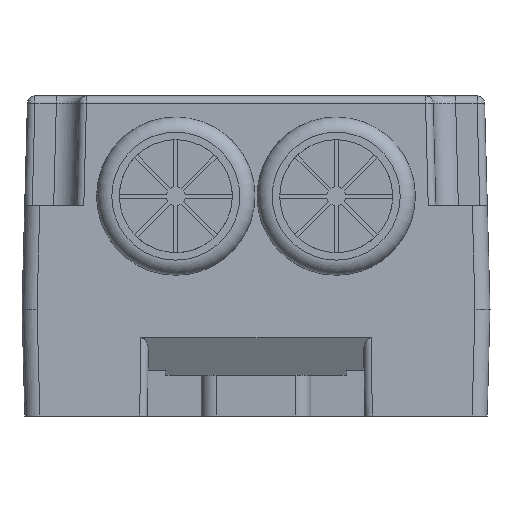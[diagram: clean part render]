
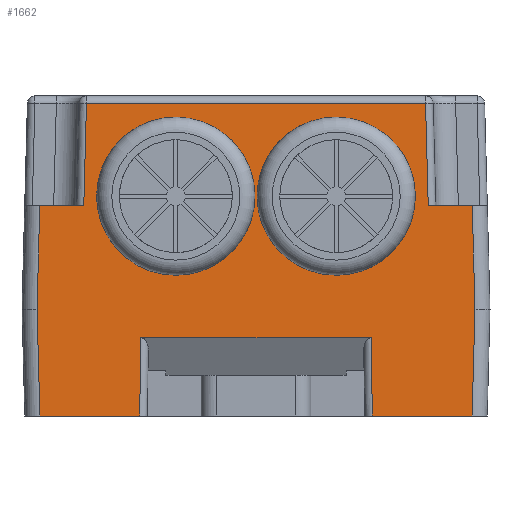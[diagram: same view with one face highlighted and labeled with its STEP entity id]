
A CAD part, front view. The second image highlights one B-rep face of the part: STEP entity #1662.
In plain terms, the highlighted planar face has unit normal (0, -1, 0.026).
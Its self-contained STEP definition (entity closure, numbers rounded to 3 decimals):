
#1662=ADVANCED_FACE('',(#2773,#2774,#2775),#2130,.T.);
#2130=PLANE('',#9557);
#2454=ELLIPSE('',#9554,2.001,2.);
#2455=ELLIPSE('',#9555,10.504,10.5);
#2456=ELLIPSE('',#9556,10.504,10.5);
#2773=FACE_BOUND('',#2855,.T.);
#2774=FACE_BOUND('',#2856,.T.);
#2775=FACE_BOUND('',#2857,.T.);
#2855=EDGE_LOOP('',(#3508,#3509,#3510,#3511,#3512,#3513,#3514,#3515,#3516,
#3517,#3518,#3519,#3520,#3521,#3522,#3523));
#2856=EDGE_LOOP('',(#3524));
#2857=EDGE_LOOP('',(#3525));
#3508=ORIENTED_EDGE('',*,*,#6676,.T.);
#3509=ORIENTED_EDGE('',*,*,#6677,.T.);
#3510=ORIENTED_EDGE('',*,*,#6678,.T.);
#3511=ORIENTED_EDGE('',*,*,#6679,.F.);
#3512=ORIENTED_EDGE('',*,*,#6680,.T.);
#3513=ORIENTED_EDGE('',*,*,#6681,.T.);
#3514=ORIENTED_EDGE('',*,*,#6682,.T.);
#3515=ORIENTED_EDGE('',*,*,#6683,.F.);
#3516=ORIENTED_EDGE('',*,*,#6684,.T.);
#3517=ORIENTED_EDGE('',*,*,#6685,.T.);
#3518=ORIENTED_EDGE('',*,*,#6686,.T.);
#3519=ORIENTED_EDGE('',*,*,#6687,.T.);
#3520=ORIENTED_EDGE('',*,*,#6688,.T.);
#3521=ORIENTED_EDGE('',*,*,#6689,.T.);
#3522=ORIENTED_EDGE('',*,*,#6690,.T.);
#3523=ORIENTED_EDGE('',*,*,#6691,.T.);
#3524=ORIENTED_EDGE('',*,*,#6692,.T.);
#3525=ORIENTED_EDGE('',*,*,#6693,.T.);
#5900=VERTEX_POINT('',#13000);
#5901=VERTEX_POINT('',#13001);
#5902=VERTEX_POINT('',#13003);
#5903=VERTEX_POINT('',#13005);
#5904=VERTEX_POINT('',#13007);
#5905=VERTEX_POINT('',#13009);
#5906=VERTEX_POINT('',#13011);
#5907=VERTEX_POINT('',#13013);
#5908=VERTEX_POINT('',#13015);
#5909=VERTEX_POINT('',#13017);
#5910=VERTEX_POINT('',#13019);
#5911=VERTEX_POINT('',#13021);
#5912=VERTEX_POINT('',#13023);
#5913=VERTEX_POINT('',#13025);
#5914=VERTEX_POINT('',#13027);
#5915=VERTEX_POINT('',#13029);
#5916=VERTEX_POINT('',#13032);
#5917=VERTEX_POINT('',#13034);
#6676=EDGE_CURVE('',#5900,#5901,#7842,.T.);
#6677=EDGE_CURVE('',#5901,#5902,#2454,.T.);
#6678=EDGE_CURVE('',#5902,#5903,#7843,.T.);
#6679=EDGE_CURVE('',#5904,#5903,#7844,.T.);
#6680=EDGE_CURVE('',#5904,#5905,#7845,.T.);
#6681=EDGE_CURVE('',#5905,#5906,#7846,.T.);
#6682=EDGE_CURVE('',#5906,#5907,#7847,.T.);
#6683=EDGE_CURVE('',#5908,#5907,#7848,.T.);
#6684=EDGE_CURVE('',#5908,#5909,#7849,.T.);
#6685=EDGE_CURVE('',#5909,#5910,#7850,.T.);
#6686=EDGE_CURVE('',#5910,#5911,#7851,.T.);
#6687=EDGE_CURVE('',#5911,#5912,#7852,.T.);
#6688=EDGE_CURVE('',#5912,#5913,#7853,.T.);
#6689=EDGE_CURVE('',#5913,#5914,#7854,.T.);
#6690=EDGE_CURVE('',#5914,#5915,#7855,.T.);
#6691=EDGE_CURVE('',#5915,#5900,#7856,.T.);
#6692=EDGE_CURVE('',#5916,#5916,#2455,.T.);
#6693=EDGE_CURVE('',#5917,#5917,#2456,.T.);
#7842=LINE('',#12999,#8742);
#7843=LINE('',#13004,#8743);
#7844=LINE('',#13006,#8744);
#7845=LINE('',#13008,#8745);
#7846=LINE('',#13010,#8746);
#7847=LINE('',#13012,#8747);
#7848=LINE('',#13014,#8748);
#7849=LINE('',#13016,#8749);
#7850=LINE('',#13018,#8750);
#7851=LINE('',#13020,#8751);
#7852=LINE('',#13022,#8752);
#7853=LINE('',#13024,#8753);
#7854=LINE('',#13026,#8754);
#7855=LINE('',#13028,#8755);
#7856=LINE('',#13030,#8756);
#8742=VECTOR('',#10411,1.);
#8743=VECTOR('',#10414,1.);
#8744=VECTOR('',#10415,1.);
#8745=VECTOR('',#10416,1.);
#8746=VECTOR('',#10417,1.);
#8747=VECTOR('',#10418,1.);
#8748=VECTOR('',#10419,1.);
#8749=VECTOR('',#10420,1.);
#8750=VECTOR('',#10421,1.);
#8751=VECTOR('',#10422,1.);
#8752=VECTOR('',#10423,1.);
#8753=VECTOR('',#10424,1.);
#8754=VECTOR('',#10425,1.);
#8755=VECTOR('',#10426,1.);
#8756=VECTOR('',#10427,1.);
#9554=AXIS2_PLACEMENT_3D('',#13002,#10412,#10413);
#9555=AXIS2_PLACEMENT_3D('',#13031,#10428,#10429);
#9556=AXIS2_PLACEMENT_3D('',#13033,#10430,#10431);
#9557=AXIS2_PLACEMENT_3D('',#13035,#10432,#10433);
#10411=DIRECTION('',(0.026,0.026,0.999));
#10412=DIRECTION('',(0.,0.,1.));
#10413=DIRECTION('',(0.707,0.707,0.));
#10414=DIRECTION('',(-0.026,0.026,0.999));
#10415=DIRECTION('',(1.,0.,0.));
#10416=DIRECTION('',(-0.026,0.026,0.999));
#10417=DIRECTION('',(-1.,0.,0.));
#10418=DIRECTION('',(-0.026,-0.026,-0.999));
#10419=DIRECTION('',(1.,0.,0.));
#10420=DIRECTION('',(-0.026,-0.026,-0.999));
#10421=DIRECTION('',(1.,0.,0.));
#10422=DIRECTION('',(0.026,-0.026,-0.999));
#10423=DIRECTION('',(1.,0.,0.));
#10424=DIRECTION('',(0.017,0.026,1.));
#10425=DIRECTION('',(1.,0.,0.));
#10426=DIRECTION('',(0.017,-0.026,-1.));
#10427=DIRECTION('',(1.,0.,0.));
#10428=DIRECTION('',(0.,1.,-0.026));
#10429=DIRECTION('',(0.,-0.026,-1.));
#10430=DIRECTION('',(0.,1.,-0.026));
#10431=DIRECTION('',(0.,-0.026,-1.));
#10432=DIRECTION('',(0.,-1.,0.026));
#10433=DIRECTION('',(0.,0.026,1.));
#12999=CARTESIAN_POINT('',(292.975,89.015,7.052));
#13000=CARTESIAN_POINT('',(292.602,88.641,-7.2));
#13001=CARTESIAN_POINT('',(292.974,89.013,7.));
#13002=CARTESIAN_POINT('',(292.975,91.014,7.));
#13003=CARTESIAN_POINT('',(292.977,89.013,7.));
#13004=CARTESIAN_POINT('',(292.981,89.009,6.838));
#13005=CARTESIAN_POINT('',(292.618,89.372,20.702));
#13006=CARTESIAN_POINT('',(290.987,89.372,20.702));
#13007=CARTESIAN_POINT('',(286.772,89.372,20.702));
#13008=CARTESIAN_POINT('',(286.416,89.728,34.303));
#13009=CARTESIAN_POINT('',(286.415,89.729,34.329));
#13010=CARTESIAN_POINT('',(210.51,89.729,34.329));
#13011=CARTESIAN_POINT('',(241.38,89.729,34.329));
#13012=CARTESIAN_POINT('',(240.813,89.162,12.676));
#13013=CARTESIAN_POINT('',(241.023,89.372,20.702));
#13014=CARTESIAN_POINT('',(236.809,89.372,20.702));
#13015=CARTESIAN_POINT('',(235.177,89.372,20.702));
#13016=CARTESIAN_POINT('',(234.807,89.002,6.561));
#13017=CARTESIAN_POINT('',(234.818,89.013,7.));
#13018=CARTESIAN_POINT('',(263.898,89.013,7.));
#13019=CARTESIAN_POINT('',(234.821,89.013,7.));
#13020=CARTESIAN_POINT('',(235.192,88.643,-7.148));
#13021=CARTESIAN_POINT('',(235.193,88.641,-7.2));
#13022=CARTESIAN_POINT('',(263.898,88.641,-7.2));
#13023=CARTESIAN_POINT('',(248.442,88.641,-7.2));
#13024=CARTESIAN_POINT('',(248.624,88.914,3.216));
#13025=CARTESIAN_POINT('',(248.624,88.914,3.198));
#13026=CARTESIAN_POINT('',(263.898,88.914,3.198));
#13027=CARTESIAN_POINT('',(279.172,88.914,3.198));
#13028=CARTESIAN_POINT('',(279.353,88.642,-7.183));
#13029=CARTESIAN_POINT('',(279.353,88.641,-7.2));
#13030=CARTESIAN_POINT('',(263.898,88.641,-7.2));
#13031=CARTESIAN_POINT('',(253.248,89.406,21.998));
#13032=CARTESIAN_POINT('',(253.248,89.131,11.498));
#13033=CARTESIAN_POINT('',(274.548,89.406,21.998));
#13034=CARTESIAN_POINT('',(274.548,89.131,11.498));
#13035=CARTESIAN_POINT('',(263.898,88.982,5.8));
